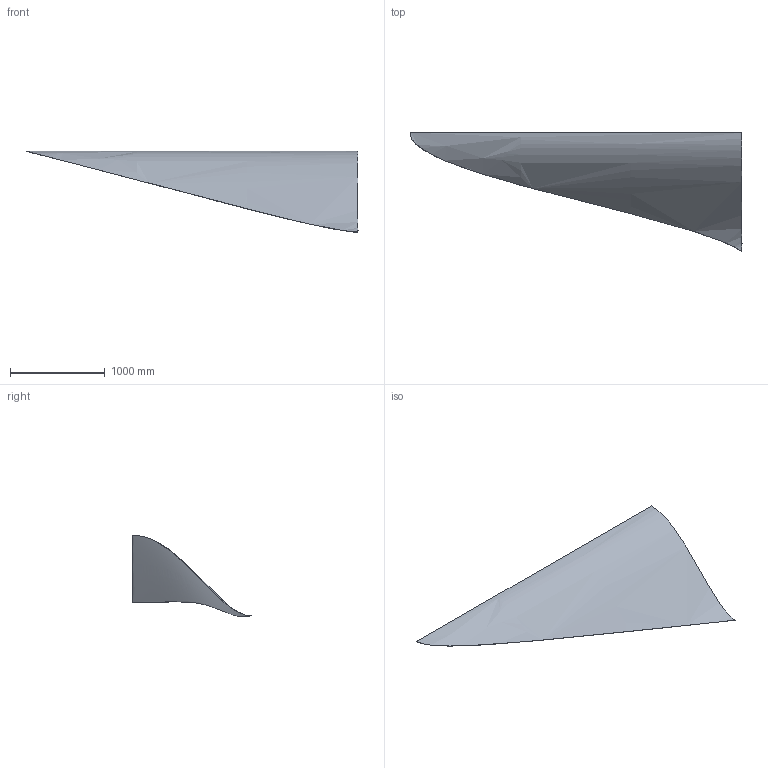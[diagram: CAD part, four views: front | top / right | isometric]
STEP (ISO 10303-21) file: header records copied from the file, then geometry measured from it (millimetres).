
FILE_DESCRIPTION (( 'STEP AP214' ), '1' );
FILE_NAME ('M5waverider.STEP', '2025-02-03T21:41:28', ( '' ), ( '' ), 'SwSTEP 2.0', 'SolidWorks 2023', '' );
FILE_SCHEMA (( 'AUTOMOTIVE_DESIGN' ));
Length unit declared in the file: millimetre
Products named in the file (1): M5waverider
Bounding box: 3500 x 1250 x 857.34 mm (x, y, z)
Surface area: 7179478.3 mm2 (no closed solid volume)
Topology: 0 solids, 4 shells, 4 faces, 13 edges, 12 vertices
Faces by surface type: bspline 2, plane 2
Entity records: 3694 total; most frequent: CARTESIAN_POINT 3594, ORIENTED_EDGE 12, EDGE_CURVE 12, VERTEX_POINT 12, DIRECTION 10, B_SPLINE_CURVE_WITH_KNOTS 8, OPEN_SHELL 4, ADVANCED_FACE 4
